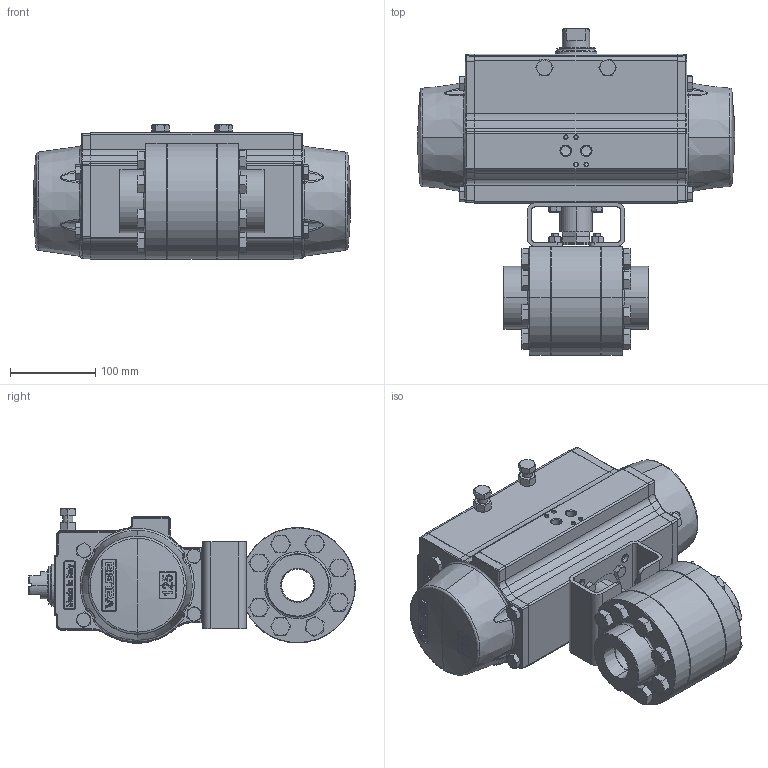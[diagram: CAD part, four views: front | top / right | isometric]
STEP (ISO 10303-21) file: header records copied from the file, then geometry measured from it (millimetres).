
FILE_DESCRIPTION (( 'STEP AP203' ), '1' );
FILE_NAME ('10000F-125-PT_UT-4.STEP', '2017-10-31T17:26:50', ( '' ), ( '' ), 'SwSTEP 2.0', 'SolidWorks 2014', '' );
FILE_SCHEMA (( 'CONFIG_CONTROL_DESIGN' ));
Products named in the file (1): 10000F-125-PT_UT-4
Bounding box: 371.83 x 383.09 x 157.27 mm (x, y, z)
Surface area: 407074.7 mm2 (no closed solid volume)
Topology: 0 solids, 70 shells, 1451 faces, 4607 edges, 3110 vertices
Faces by surface type: plane 561, cone 326, bspline 286, cylinder 232, sphere 42, torus 4
Entity records: 72772 total; most frequent: CARTESIAN_POINT 35471, ORIENTED_EDGE 7567, DIRECTION 7042, EDGE_CURVE 4593, VERTEX_POINT 3110, AXIS2_PLACEMENT_3D 2642, VECTOR 1758, LINE 1758
